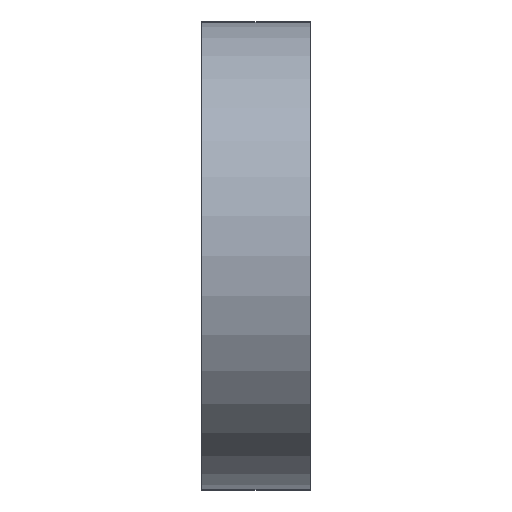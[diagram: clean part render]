
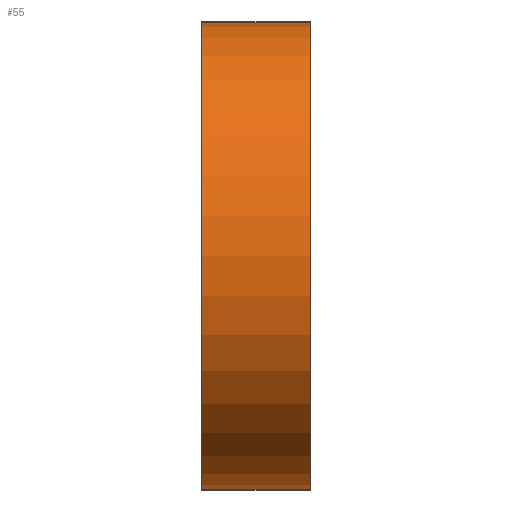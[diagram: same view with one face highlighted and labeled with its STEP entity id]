
A CAD part, front view. The second image highlights one B-rep face of the part: STEP entity #55.
In plain terms, the highlighted cylindrical face has radius 32.5 mm (diameter 65 mm), a partial arc.
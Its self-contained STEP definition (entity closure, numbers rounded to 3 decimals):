
#55=ADVANCED_FACE('',(#81),#70,.T.);
#70=CYLINDRICAL_SURFACE('',#384,32.5);
#81=FACE_OUTER_BOUND('',#97,.T.);
#97=EDGE_LOOP('',(#202,#203,#204,#205));
#124=LINE('',#552,#156);
#125=LINE('',#556,#157);
#156=VECTOR('',#449,1.);
#157=VECTOR('',#452,1.);
#202=ORIENTED_EDGE('',*,*,#324,.T.);
#203=ORIENTED_EDGE('',*,*,#325,.F.);
#204=ORIENTED_EDGE('',*,*,#326,.F.);
#205=ORIENTED_EDGE('',*,*,#327,.T.);
#286=VERTEX_POINT('',#550);
#287=VERTEX_POINT('',#551);
#288=VERTEX_POINT('',#553);
#289=VERTEX_POINT('',#555);
#324=EDGE_CURVE('',#286,#287,#358,.T.);
#325=EDGE_CURVE('',#288,#287,#124,.T.);
#326=EDGE_CURVE('',#289,#288,#359,.T.);
#327=EDGE_CURVE('',#289,#286,#125,.T.);
#358=CIRCLE('',#382,32.5);
#359=CIRCLE('',#383,32.5);
#382=AXIS2_PLACEMENT_3D('',#549,#447,#448);
#383=AXIS2_PLACEMENT_3D('',#554,#450,#451);
#384=AXIS2_PLACEMENT_3D('',#557,#453,#454);
#447=DIRECTION('',(-1.,0.,0.));
#448=DIRECTION('',(0.,-1.,0.));
#449=DIRECTION('',(1.,0.,0.));
#450=DIRECTION('',(-1.,0.,0.));
#451=DIRECTION('',(0.,-1.,0.));
#452=DIRECTION('',(1.,0.,0.));
#453=DIRECTION('',(1.,0.,0.));
#454=DIRECTION('',(0.,0.,-1.));
#549=CARTESIAN_POINT('',(-103.2,-730.062,1.));
#550=CARTESIAN_POINT('',(-103.2,-725.469,-31.174));
#551=CARTESIAN_POINT('',(-103.2,-725.469,33.174));
#552=CARTESIAN_POINT('',(-118.2,-725.469,33.174));
#553=CARTESIAN_POINT('',(-118.2,-725.469,33.174));
#554=CARTESIAN_POINT('',(-118.2,-730.062,1.));
#555=CARTESIAN_POINT('',(-118.2,-725.469,-31.174));
#556=CARTESIAN_POINT('',(-118.2,-725.469,-31.174));
#557=CARTESIAN_POINT('',(-118.2,-730.062,1.));
